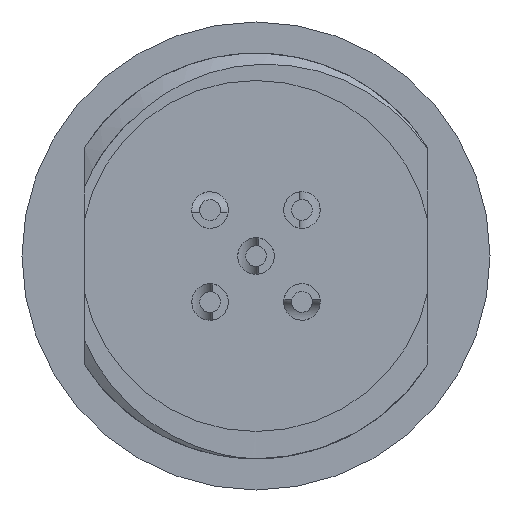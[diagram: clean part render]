
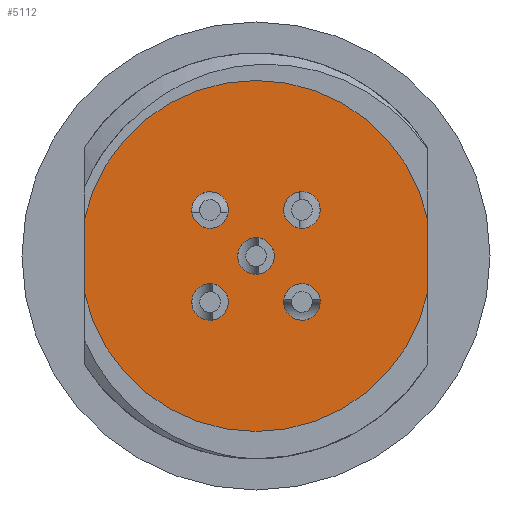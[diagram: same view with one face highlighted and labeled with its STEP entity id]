
A CAD part, front view. The second image highlights one B-rep face of the part: STEP entity #5112.
In plain terms, the highlighted planar face has unit normal (0, -1, 0).
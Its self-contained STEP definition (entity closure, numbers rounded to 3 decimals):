
#202 = ORIENTED_EDGE ( 'NONE', *, *, #14382, .T. ) ;
#204 = AXIS2_PLACEMENT_3D ( 'NONE', #16363, #7531, #17874 ) ;
#226 = CIRCLE ( 'NONE', #17400, 0.7 ) ;
#267 = CARTESIAN_POINT ( 'NONE',  ( -6.6, -11., 4.157 ) ) ;
#344 = CIRCLE ( 'NONE', #16885, 0.7 ) ;
#636 = EDGE_CURVE ( 'NONE', #11484, #11338, #17596, .T. ) ;
#642 = EDGE_CURVE ( 'NONE', #11433, #6145, #11883, .T. ) ;
#751 = CARTESIAN_POINT ( 'NONE',  ( 1.768, -11., 1.768 ) ) ;
#1851 = AXIS2_PLACEMENT_3D ( 'NONE', #15770, #6893, #17225 ) ;
#1904 = AXIS2_PLACEMENT_3D ( 'NONE', #2300, #12798, #3737 ) ;
#2159 = DIRECTION ( 'NONE',  ( 0., 0., 1. ) ) ;
#2300 = CARTESIAN_POINT ( 'NONE',  ( 0., -11., 0. ) ) ;
#2491 = CARTESIAN_POINT ( 'NONE',  ( 0., -11., 0.7 ) ) ;
#2584 = CIRCLE ( 'NONE', #1904, 6.75 ) ;
#2896 = EDGE_LOOP ( 'NONE', ( #17268, #12495 ) ) ;
#3027 = EDGE_CURVE ( 'NONE', #11651, #16132, #226, .T. ) ;
#3198 = EDGE_CURVE ( 'NONE', #4174, #10633, #344, .T. ) ;
#3323 = EDGE_LOOP ( 'NONE', ( #5864, #17474 ) ) ;
#3491 = DIRECTION ( 'NONE',  ( 0., -1., 0. ) ) ;
#3609 = FACE_BOUND ( 'NONE', #13391, .T. ) ;
#3646 = AXIS2_PLACEMENT_3D ( 'NONE', #11923, #11957, #12004 ) ;
#3650 = FACE_BOUND ( 'NONE', #3323, .T. ) ;
#3703 = FACE_BOUND ( 'NONE', #17300, .T. ) ;
#3737 = DIRECTION ( 'NONE',  ( 0., 0., -1. ) ) ;
#3760 = FACE_OUTER_BOUND ( 'NONE', #16320, .T. ) ;
#3781 = FACE_BOUND ( 'NONE', #10020, .T. ) ;
#3805 = AXIS2_PLACEMENT_3D ( 'NONE', #6821, #17159, #8379 ) ;
#3992 = CARTESIAN_POINT ( 'NONE',  ( -1.768, -11., -1.068 ) ) ;
#4118 = CARTESIAN_POINT ( 'NONE',  ( -6.6, -11., 1.415 ) ) ;
#4174 = VERTEX_POINT ( 'NONE', #5305 ) ;
#4296 = AXIS2_PLACEMENT_3D ( 'NONE', #12390, #12321, #11919 ) ;
#4670 = VERTEX_POINT ( 'NONE', #19042 ) ;
#4820 = AXIS2_PLACEMENT_3D ( 'NONE', #8436, #8397, #8373 ) ;
#4956 = DIRECTION ( 'NONE',  ( 0., 1., 0. ) ) ;
#5085 = CARTESIAN_POINT ( 'NONE',  ( -1.768, -11., 1.068 ) ) ;
#5112 = ADVANCED_FACE ( 'NONE', ( #3650, #3703, #3609, #3760, #8853, #3781 ), #5178, .T. ) ;
#5159 = DIRECTION ( 'NONE',  ( 0., 0., -1. ) ) ;
#5175 = DIRECTION ( 'NONE',  ( 0., -1., 0. ) ) ;
#5178 = PLANE ( 'NONE',  #7159 ) ;
#5305 = CARTESIAN_POINT ( 'NONE',  ( 0., -11., -0.7 ) ) ;
#5421 = DIRECTION ( 'NONE',  ( 0., 0., -1. ) ) ;
#5654 = ORIENTED_EDGE ( 'NONE', *, *, #15103, .T. ) ;
#5680 = CARTESIAN_POINT ( 'NONE',  ( 6.75, -11., 0. ) ) ;
#5856 = CARTESIAN_POINT ( 'NONE',  ( 6.6, -11., 1.415 ) ) ;
#5864 = ORIENTED_EDGE ( 'NONE', *, *, #9979, .T. ) ;
#5971 = CIRCLE ( 'NONE', #204, 0.7 ) ;
#6084 = VERTEX_POINT ( 'NONE', #7689 ) ;
#6145 = VERTEX_POINT ( 'NONE', #7548 ) ;
#6184 = CIRCLE ( 'NONE', #13508, 0.7 ) ;
#6198 = ORIENTED_EDGE ( 'NONE', *, *, #9578, .T. ) ;
#6339 = ORIENTED_EDGE ( 'NONE', *, *, #642, .T. ) ;
#6494 = AXIS2_PLACEMENT_3D ( 'NONE', #12561, #3491, #14043 ) ;
#6554 = AXIS2_PLACEMENT_3D ( 'NONE', #751, #11132, #2159 ) ;
#6810 = CARTESIAN_POINT ( 'NONE',  ( -1.768, -11., 2.468 ) ) ;
#6821 = CARTESIAN_POINT ( 'NONE',  ( 0., -11., 0. ) ) ;
#6893 = DIRECTION ( 'NONE',  ( 0., 1., 0. ) ) ;
#7109 = ORIENTED_EDGE ( 'NONE', *, *, #15633, .T. ) ;
#7159 = AXIS2_PLACEMENT_3D ( 'NONE', #5680, #5175, #5159 ) ;
#7531 = DIRECTION ( 'NONE',  ( 0., 1., 0. ) ) ;
#7548 = CARTESIAN_POINT ( 'NONE',  ( -1.768, -11., -2.468 ) ) ;
#7666 = DIRECTION ( 'NONE',  ( 0., 1., 0. ) ) ;
#7689 = CARTESIAN_POINT ( 'NONE',  ( 1.768, -11., 1.068 ) ) ;
#8178 = CIRCLE ( 'NONE', #1851, 0.7 ) ;
#8373 = DIRECTION ( 'NONE',  ( 0., 0., 1. ) ) ;
#8379 = DIRECTION ( 'NONE',  ( 0., 0., -1. ) ) ;
#8397 = DIRECTION ( 'NONE',  ( 0., 1., 0. ) ) ;
#8411 = CARTESIAN_POINT ( 'NONE',  ( 6.6, -11., 4.157 ) ) ;
#8436 = CARTESIAN_POINT ( 'NONE',  ( 1.768, -11., 1.768 ) ) ;
#8536 = VERTEX_POINT ( 'NONE', #10811 ) ;
#8853 = FACE_BOUND ( 'NONE', #2896, .T. ) ;
#9578 = EDGE_CURVE ( 'NONE', #12692, #6084, #11245, .T. ) ;
#9799 = CARTESIAN_POINT ( 'NONE',  ( 1.768, -11., -1.068 ) ) ;
#9976 = AXIS2_PLACEMENT_3D ( 'NONE', #13998, #4956, #15404 ) ;
#9979 = EDGE_CURVE ( 'NONE', #10633, #4174, #12127, .T. ) ;
#10020 = EDGE_LOOP ( 'NONE', ( #6198, #202 ) ) ;
#10533 = EDGE_CURVE ( 'NONE', #11338, #15140, #17002, .T. ) ;
#10633 = VERTEX_POINT ( 'NONE', #2491 ) ;
#10811 = CARTESIAN_POINT ( 'NONE',  ( 6.6, -11., -1.415 ) ) ;
#11132 = DIRECTION ( 'NONE',  ( 0., 1., 0. ) ) ;
#11245 = CIRCLE ( 'NONE', #4820, 0.7 ) ;
#11338 = VERTEX_POINT ( 'NONE', #14522 ) ;
#11433 = VERTEX_POINT ( 'NONE', #3992 ) ;
#11484 = VERTEX_POINT ( 'NONE', #4118 ) ;
#11605 = EDGE_CURVE ( 'NONE', #8536, #18548, #14717, .T. ) ;
#11651 = VERTEX_POINT ( 'NONE', #5085 ) ;
#11883 = CIRCLE ( 'NONE', #3646, 0.7 ) ;
#11919 = DIRECTION ( 'NONE',  ( 0., 0., 1. ) ) ;
#11923 = CARTESIAN_POINT ( 'NONE',  ( -1.768, -11., -1.768 ) ) ;
#11957 = DIRECTION ( 'NONE',  ( 0., 1., 0. ) ) ;
#12004 = DIRECTION ( 'NONE',  ( 0., 0., 1. ) ) ;
#12127 = CIRCLE ( 'NONE', #4296, 0.7 ) ;
#12218 = VECTOR ( 'NONE', #5421, 1000. ) ;
#12321 = DIRECTION ( 'NONE',  ( 0., 1., 0. ) ) ;
#12350 = ORIENTED_EDGE ( 'NONE', *, *, #18664, .T. ) ;
#12390 = CARTESIAN_POINT ( 'NONE',  ( 0., -11., 0. ) ) ;
#12495 = ORIENTED_EDGE ( 'NONE', *, *, #3027, .T. ) ;
#12561 = CARTESIAN_POINT ( 'NONE',  ( 0., -11., 0. ) ) ;
#12692 = VERTEX_POINT ( 'NONE', #13736 ) ;
#12798 = DIRECTION ( 'NONE',  ( 0., -1., 0. ) ) ;
#13154 = ORIENTED_EDGE ( 'NONE', *, *, #11605, .T. ) ;
#13391 = EDGE_LOOP ( 'NONE', ( #6339, #5654 ) ) ;
#13508 = AXIS2_PLACEMENT_3D ( 'NONE', #16481, #7666, #17999 ) ;
#13576 = CARTESIAN_POINT ( 'NONE',  ( 0., -11., -6.75 ) ) ;
#13736 = CARTESIAN_POINT ( 'NONE',  ( 1.768, -11., 2.468 ) ) ;
#13998 = CARTESIAN_POINT ( 'NONE',  ( -1.768, -11., 1.768 ) ) ;
#14027 = ORIENTED_EDGE ( 'NONE', *, *, #636, .T. ) ;
#14043 = DIRECTION ( 'NONE',  ( 0., 0., -1. ) ) ;
#14250 = EDGE_CURVE ( 'NONE', #16132, #11651, #18113, .T. ) ;
#14382 = EDGE_CURVE ( 'NONE', #6084, #12692, #18245, .T. ) ;
#14522 = CARTESIAN_POINT ( 'NONE',  ( -6.6, -11., -1.415 ) ) ;
#14594 = ORIENTED_EDGE ( 'NONE', *, *, #10533, .T. ) ;
#14697 = VECTOR ( 'NONE', #18677, 1000. ) ;
#14717 = LINE ( 'NONE', #8411, #14697 ) ;
#15103 = EDGE_CURVE ( 'NONE', #6145, #11433, #5971, .T. ) ;
#15140 = VERTEX_POINT ( 'NONE', #13576 ) ;
#15404 = DIRECTION ( 'NONE',  ( 0., 0., 1. ) ) ;
#15633 = EDGE_CURVE ( 'NONE', #15140, #8536, #18762, .T. ) ;
#15770 = CARTESIAN_POINT ( 'NONE',  ( 1.768, -11., -1.768 ) ) ;
#16132 = VERTEX_POINT ( 'NONE', #6810 ) ;
#16320 = EDGE_LOOP ( 'NONE', ( #14027, #14594, #7109, #13154, #18791 ) ) ;
#16363 = CARTESIAN_POINT ( 'NONE',  ( -1.768, -11., -1.768 ) ) ;
#16481 = CARTESIAN_POINT ( 'NONE',  ( 1.768, -11., -1.768 ) ) ;
#16831 = ORIENTED_EDGE ( 'NONE', *, *, #17508, .T. ) ;
#16885 = AXIS2_PLACEMENT_3D ( 'NONE', #17114, #17090, #17071 ) ;
#16917 = EDGE_CURVE ( 'NONE', #18548, #11484, #2584, .T. ) ;
#16927 = VERTEX_POINT ( 'NONE', #9799 ) ;
#17002 = CIRCLE ( 'NONE', #3805, 6.75 ) ;
#17071 = DIRECTION ( 'NONE',  ( 0., 0., 1. ) ) ;
#17090 = DIRECTION ( 'NONE',  ( 0., 1., 0. ) ) ;
#17114 = CARTESIAN_POINT ( 'NONE',  ( 0., -11., 0. ) ) ;
#17159 = DIRECTION ( 'NONE',  ( 0., -1., 0. ) ) ;
#17225 = DIRECTION ( 'NONE',  ( 0., 0., 1. ) ) ;
#17268 = ORIENTED_EDGE ( 'NONE', *, *, #14250, .T. ) ;
#17300 = EDGE_LOOP ( 'NONE', ( #16831, #12350 ) ) ;
#17400 = AXIS2_PLACEMENT_3D ( 'NONE', #18036, #18033, #18013 ) ;
#17474 = ORIENTED_EDGE ( 'NONE', *, *, #3198, .T. ) ;
#17508 = EDGE_CURVE ( 'NONE', #16927, #4670, #8178, .T. ) ;
#17596 = LINE ( 'NONE', #267, #12218 ) ;
#17874 = DIRECTION ( 'NONE',  ( 0., 0., 1. ) ) ;
#17999 = DIRECTION ( 'NONE',  ( 0., 0., 1. ) ) ;
#18013 = DIRECTION ( 'NONE',  ( 0., 0., 1. ) ) ;
#18033 = DIRECTION ( 'NONE',  ( 0., 1., 0. ) ) ;
#18036 = CARTESIAN_POINT ( 'NONE',  ( -1.768, -11., 1.768 ) ) ;
#18113 = CIRCLE ( 'NONE', #9976, 0.7 ) ;
#18245 = CIRCLE ( 'NONE', #6554, 0.7 ) ;
#18548 = VERTEX_POINT ( 'NONE', #5856 ) ;
#18664 = EDGE_CURVE ( 'NONE', #4670, #16927, #6184, .T. ) ;
#18677 = DIRECTION ( 'NONE',  ( 0., 0., 1. ) ) ;
#18762 = CIRCLE ( 'NONE', #6494, 6.75 ) ;
#18791 = ORIENTED_EDGE ( 'NONE', *, *, #16917, .T. ) ;
#19042 = CARTESIAN_POINT ( 'NONE',  ( 1.768, -11., -2.468 ) ) ;
